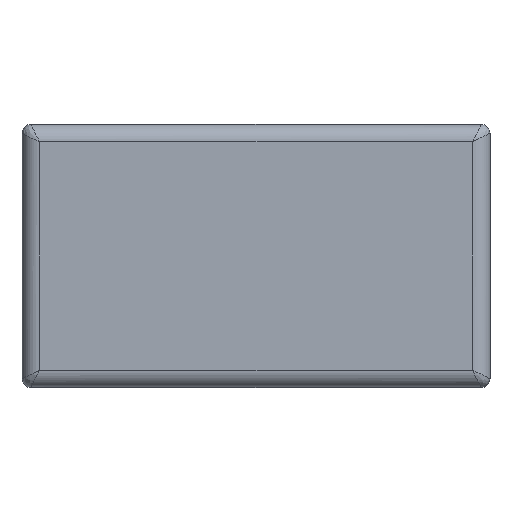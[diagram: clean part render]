
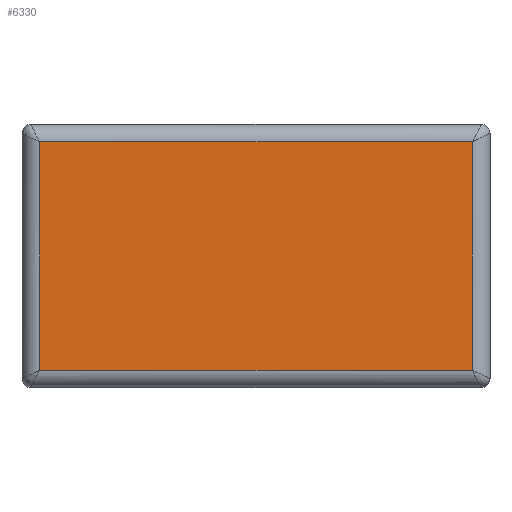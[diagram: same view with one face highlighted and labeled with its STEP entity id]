
A CAD part, left-side view. The second image highlights one B-rep face of the part: STEP entity #6330.
In plain terms, the highlighted planar face has unit normal (-1, 0, 0).
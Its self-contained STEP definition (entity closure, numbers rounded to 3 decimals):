
#269 = ORIENTED_EDGE ( 'NONE', *, *, #4553, .F. ) ;
#527 = LINE ( 'NONE', #2320, #666 ) ;
#666 = VECTOR ( 'NONE', #2290, 1000. ) ;
#818 = ORIENTED_EDGE ( 'NONE', *, *, #4544, .F. ) ;
#890 = CARTESIAN_POINT ( 'NONE',  ( -1.6, 0.06, -0.74 ) ) ;
#1113 = VERTEX_POINT ( 'NONE', #3788 ) ;
#1201 = FACE_OUTER_BOUND ( 'NONE', #1712, .T. ) ;
#1425 = AXIS2_PLACEMENT_3D ( 'NONE', #4240, #4239, #4230 ) ;
#1594 = VECTOR ( 'NONE', #2303, 1000. ) ;
#1648 = LINE ( 'NONE', #2328, #1594 ) ;
#1712 = EDGE_LOOP ( 'NONE', ( #5728, #6165, #269, #818 ) ) ;
#1815 = VERTEX_POINT ( 'NONE', #2300 ) ;
#2290 = DIRECTION ( 'NONE',  ( 0., 0., -1. ) ) ;
#2300 = CARTESIAN_POINT ( 'NONE',  ( -1.6, 0.84, 0.74 ) ) ;
#2303 = DIRECTION ( 'NONE',  ( 0., -1., 0. ) ) ;
#2320 = CARTESIAN_POINT ( 'NONE',  ( -1.6, 0.06, -0.8 ) ) ;
#2328 = CARTESIAN_POINT ( 'NONE',  ( -1.6, 0.9, 0.74 ) ) ;
#2343 = DIRECTION ( 'NONE',  ( 0., 1., 0. ) ) ;
#2351 = DIRECTION ( 'NONE',  ( 0., 0., 1. ) ) ;
#2370 = CARTESIAN_POINT ( 'NONE',  ( -1.6, 0.84, 0. ) ) ;
#2422 = CARTESIAN_POINT ( 'NONE',  ( -1.6, 0.9, -0.74 ) ) ;
#3597 = VERTEX_POINT ( 'NONE', #4286 ) ;
#3788 = CARTESIAN_POINT ( 'NONE',  ( -1.6, 0.06, 0.74 ) ) ;
#3994 = VECTOR ( 'NONE', #2343, 1000. ) ;
#4230 = DIRECTION ( 'NONE',  ( 0., 0., -1. ) ) ;
#4239 = DIRECTION ( 'NONE',  ( 1., 0., 0. ) ) ;
#4240 = CARTESIAN_POINT ( 'NONE',  ( -1.6, 0.9, -0.8 ) ) ;
#4286 = CARTESIAN_POINT ( 'NONE',  ( -1.6, 0.84, -0.74 ) ) ;
#4308 = PLANE ( 'NONE',  #1425 ) ;
#4476 = VECTOR ( 'NONE', #2351, 1000. ) ;
#4533 = EDGE_CURVE ( 'NONE', #3597, #1815, #5820, .T. ) ;
#4535 = EDGE_CURVE ( 'NONE', #5196, #3597, #5298, .T. ) ;
#4544 = EDGE_CURVE ( 'NONE', #1815, #1113, #1648, .T. ) ;
#4553 = EDGE_CURVE ( 'NONE', #1113, #5196, #527, .T. ) ;
#5196 = VERTEX_POINT ( 'NONE', #890 ) ;
#5298 = LINE ( 'NONE', #2422, #3994 ) ;
#5728 = ORIENTED_EDGE ( 'NONE', *, *, #4533, .F. ) ;
#5820 = LINE ( 'NONE', #2370, #4476 ) ;
#6165 = ORIENTED_EDGE ( 'NONE', *, *, #4535, .F. ) ;
#6330 = ADVANCED_FACE ( 'NONE', ( #1201 ), #4308, .F. ) ;
